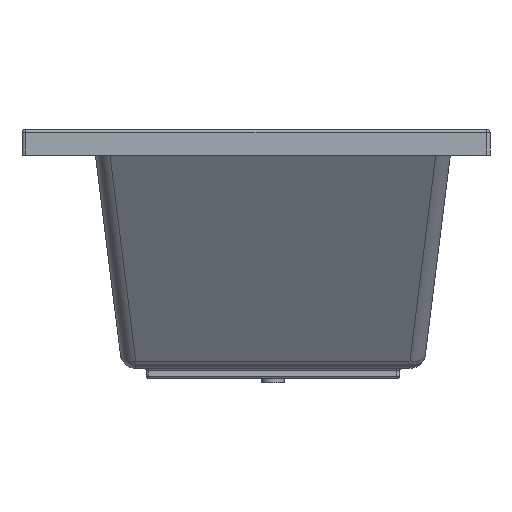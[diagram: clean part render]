
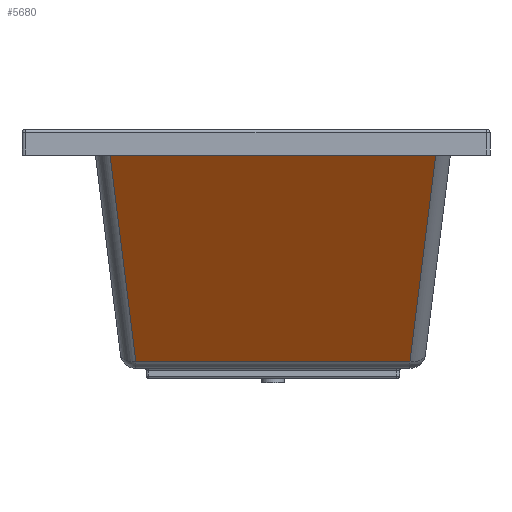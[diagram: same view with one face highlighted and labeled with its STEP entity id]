
A CAD part, left-side view. The second image highlights one B-rep face of the part: STEP entity #5680.
In plain terms, the highlighted planar face has unit normal (-0.819, 0, -0.574).
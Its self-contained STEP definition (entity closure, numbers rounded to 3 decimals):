
#4135=CARTESIAN_POINT('',(-11.057,-636.198,-50.0));
#4136=VERTEX_POINT('',#4135);
#4160=CARTESIAN_POINT('',(-11.057,-9.859,-50.0));
#4161=VERTEX_POINT('',#4160);
#4168=CARTESIAN_POINT('',(-11.057,-636.198,-50.0));
#4169=DIRECTION('',(0.0,1.0,0.0));
#4170=VECTOR('',#4169,626.339);
#4171=LINE('',#4168,#4170);
#4172=EDGE_CURVE('',#4136,#4161,#4171,.T.);
#5414=CARTESIAN_POINT('',(267.43,-59.512,-447.222));
#5415=VERTEX_POINT('',#5414);
#5424=CARTESIAN_POINT('',(267.43,-586.545,-447.222));
#5425=VERTEX_POINT('',#5424);
#5433=CARTESIAN_POINT('',(267.43,-586.545,-447.222));
#5434=DIRECTION('',(0.0,1.0,0.0));
#5435=VECTOR('',#5434,527.033);
#5436=LINE('',#5433,#5435);
#5437=EDGE_CURVE('',#5425,#5415,#5436,.T.);
#5575=CARTESIAN_POINT('',(-11.057,-636.198,-50.0));
#5576=DIRECTION('',(0.571,0.102,-0.815));
#5577=VECTOR('',#5576,487.653);
#5578=LINE('',#5575,#5577);
#5579=EDGE_CURVE('',#4136,#5425,#5578,.T.);
#5658=CARTESIAN_POINT('',(267.43,-59.512,-447.222));
#5659=DIRECTION('',(-0.571,0.102,0.815));
#5660=VECTOR('',#5659,487.653);
#5661=LINE('',#5658,#5660);
#5662=EDGE_CURVE('',#5415,#4161,#5661,.T.);
#5669=CARTESIAN_POINT('',(-46.112,24.472,0.0));
#5670=DIRECTION('',(0.819,0.,0.574));
#5671=DIRECTION('',(0.574,0.0,-0.819));
#5672=AXIS2_PLACEMENT_3D('',#5669,#5670,#5671);
#5673=PLANE('',#5672);
#5674=ORIENTED_EDGE('',*,*,#5437,.F.);
#5675=ORIENTED_EDGE('',*,*,#5579,.F.);
#5676=ORIENTED_EDGE('',*,*,#4172,.T.);
#5677=ORIENTED_EDGE('',*,*,#5662,.F.);
#5678=EDGE_LOOP('',(#5674,#5675,#5676,#5677));
#5679=FACE_OUTER_BOUND('',#5678,.T.);
#5680=ADVANCED_FACE('',(#5679),#5673,.F.);
